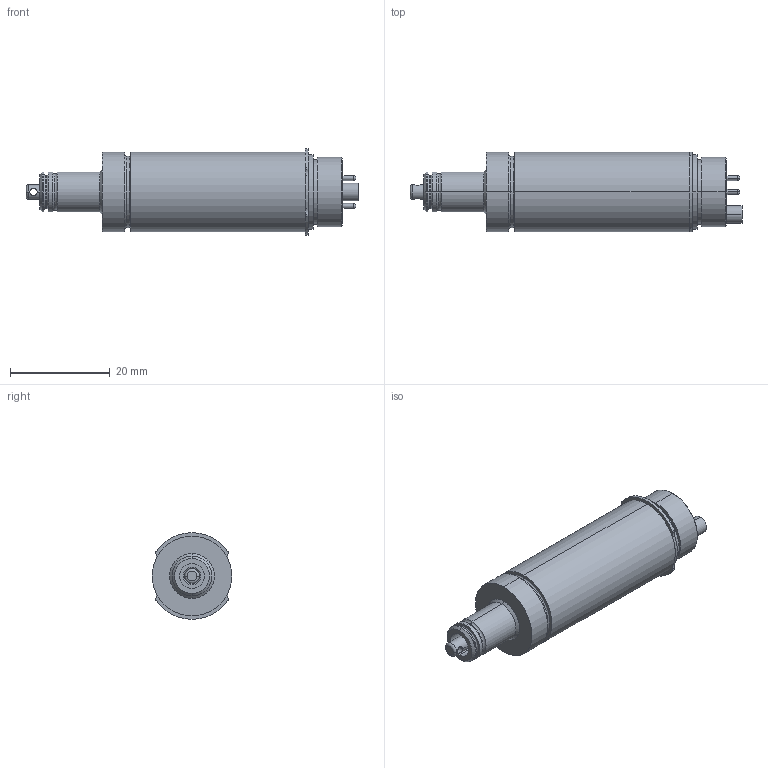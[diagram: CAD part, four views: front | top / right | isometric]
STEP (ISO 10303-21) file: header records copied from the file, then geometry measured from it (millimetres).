
FILE_DESCRIPTION (( 'STEP AP203' ), '1' );
FILE_NAME ('approval 103504502.STEP', '2025-07-22T05:39:25', ( 'China' ), ( 'Microsoft' ), 'SwSTEP 2.0', 'SolidWorks 2018', '' );
FILE_SCHEMA (( 'CONFIG_CONTROL_DESIGN' ));
Length unit declared in the file: millimetre
Products named in the file (1): approval 103504502
Bounding box: 66.6 x 16 x 17.4 mm (x, y, z)
Volume: 8521.8 mm3; surface area: 36820.8 mm2
Topology: 171 solids, 171 shells, 1308 faces, 2739 edges, 1794 vertices
Faces by surface type: cylinder 833, plane 399, torus 38, cone 24, sphere 12, bspline 2
Entity records: 38232 total; most frequent: CARTESIAN_POINT 8140, DIRECTION 7103, ORIENTED_EDGE 5422, AXIS2_PLACEMENT_3D 3097, EDGE_CURVE 2711, CIRCLE 1790, VERTEX_POINT 1782, EDGE_LOOP 1661
